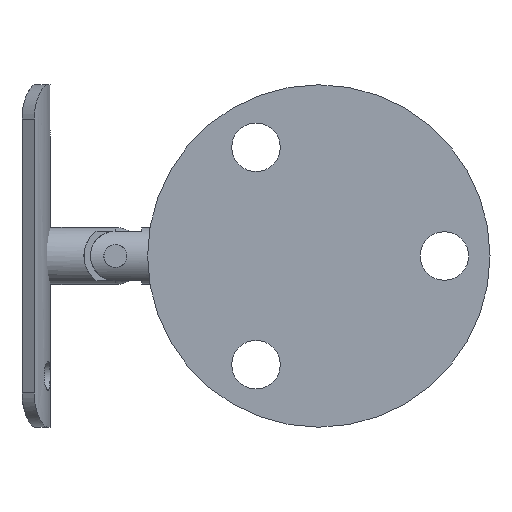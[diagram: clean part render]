
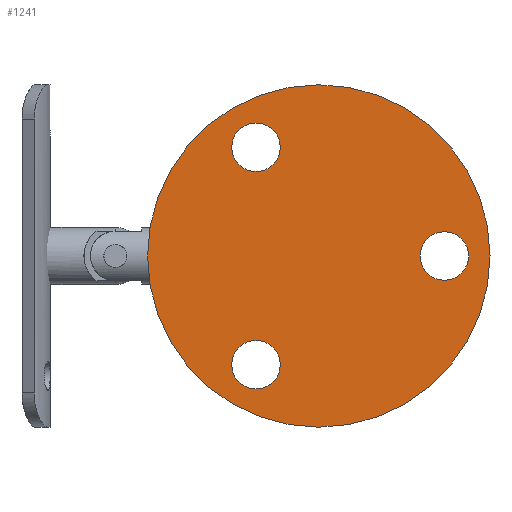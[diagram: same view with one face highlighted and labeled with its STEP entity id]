
A CAD part, left-side view. The second image highlights one B-rep face of the part: STEP entity #1241.
In plain terms, the highlighted planar face has unit normal (-1, 0, 0).
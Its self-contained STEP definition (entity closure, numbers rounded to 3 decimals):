
#75 = EDGE_LOOP ( 'NONE', ( #880, #590 ) ) ;
#92 = VERTEX_POINT ( 'NONE', #1761 ) ;
#93 = AXIS2_PLACEMENT_3D ( 'NONE', #229, #1297, #353 ) ;
#98 = AXIS2_PLACEMENT_3D ( 'NONE', #286, #1946, #2118 ) ;
#113 = EDGE_LOOP ( 'NONE', ( #1733, #348 ) ) ;
#213 = CIRCLE ( 'NONE', #1529, 4.25 ) ;
#229 = CARTESIAN_POINT ( 'NONE',  ( 0., 11., 19.053 ) ) ;
#286 = CARTESIAN_POINT ( 'NONE',  ( 0., 0., 0. ) ) ;
#321 = EDGE_CURVE ( 'NONE', #1080, #521, #1566, .T. ) ;
#333 = ORIENTED_EDGE ( 'NONE', *, *, #1519, .T. ) ;
#340 = EDGE_LOOP ( 'NONE', ( #2066, #333 ) ) ;
#348 = ORIENTED_EDGE ( 'NONE', *, *, #694, .F. ) ;
#352 = CARTESIAN_POINT ( 'NONE',  ( 0., 0., 30. ) ) ;
#353 = DIRECTION ( 'NONE',  ( 0., 0., -1. ) ) ;
#371 = CARTESIAN_POINT ( 'NONE',  ( 0., 11., 19.053 ) ) ;
#392 = DIRECTION ( 'NONE',  ( 1., 0., 0. ) ) ;
#409 = AXIS2_PLACEMENT_3D ( 'NONE', #1051, #2304, #1237 ) ;
#445 = CIRCLE ( 'NONE', #2284, 4.25 ) ;
#492 = DIRECTION ( 'NONE',  ( 1., 0., 0. ) ) ;
#521 = VERTEX_POINT ( 'NONE', #670 ) ;
#590 = ORIENTED_EDGE ( 'NONE', *, *, #1829, .T. ) ;
#651 = DIRECTION ( 'NONE',  ( 1., 0., 0. ) ) ;
#668 = DIRECTION ( 'NONE',  ( 0., 0., -1. ) ) ;
#670 = CARTESIAN_POINT ( 'NONE',  ( 0., 0., -30. ) ) ;
#683 = AXIS2_PLACEMENT_3D ( 'NONE', #1280, #392, #922 ) ;
#694 = EDGE_CURVE ( 'NONE', #521, #1080, #2216, .T. ) ;
#750 = VERTEX_POINT ( 'NONE', #976 ) ;
#821 = VERTEX_POINT ( 'NONE', #1594 ) ;
#880 = ORIENTED_EDGE ( 'NONE', *, *, #2027, .T. ) ;
#911 = DIRECTION ( 'NONE',  ( 0., 0., -1. ) ) ;
#922 = DIRECTION ( 'NONE',  ( 0., 0., -1. ) ) ;
#976 = CARTESIAN_POINT ( 'NONE',  ( 0., -22., 4.25 ) ) ;
#984 = CIRCLE ( 'NONE', #683, 4.25 ) ;
#1032 = FACE_BOUND ( 'NONE', #340, .T. ) ;
#1049 = DIRECTION ( 'NONE',  ( 0., 0., -1. ) ) ;
#1051 = CARTESIAN_POINT ( 'NONE',  ( 0., 11., -19.053 ) ) ;
#1080 = VERTEX_POINT ( 'NONE', #352 ) ;
#1156 = DIRECTION ( 'NONE',  ( 0., 0., -1. ) ) ;
#1167 = CARTESIAN_POINT ( 'NONE',  ( 0., 0., 0. ) ) ;
#1184 = CARTESIAN_POINT ( 'NONE',  ( 0., 11., 14.803 ) ) ;
#1199 = AXIS2_PLACEMENT_3D ( 'NONE', #1167, #1308, #1156 ) ;
#1218 = PLANE ( 'NONE',  #98 ) ;
#1226 = ORIENTED_EDGE ( 'NONE', *, *, #1925, .T. ) ;
#1233 = CARTESIAN_POINT ( 'NONE',  ( 0., -22., 0. ) ) ;
#1235 = CIRCLE ( 'NONE', #409, 4.25 ) ;
#1237 = DIRECTION ( 'NONE',  ( 0., 0., -1. ) ) ;
#1241 = ADVANCED_FACE ( 'NONE', ( #1032, #1376, #1364, #1732 ), #1218, .F. ) ;
#1280 = CARTESIAN_POINT ( 'NONE',  ( 0., 11., -19.053 ) ) ;
#1297 = DIRECTION ( 'NONE',  ( 1., 0., 0. ) ) ;
#1299 = DIRECTION ( 'NONE',  ( 1., 0., 0. ) ) ;
#1308 = DIRECTION ( 'NONE',  ( 1., 0., 0. ) ) ;
#1364 = FACE_BOUND ( 'NONE', #75, .T. ) ;
#1376 = FACE_BOUND ( 'NONE', #1640, .T. ) ;
#1394 = AXIS2_PLACEMENT_3D ( 'NONE', #371, #1299, #911 ) ;
#1406 = CIRCLE ( 'NONE', #93, 4.25 ) ;
#1418 = CARTESIAN_POINT ( 'NONE',  ( 0., 11., -23.303 ) ) ;
#1501 = CARTESIAN_POINT ( 'NONE',  ( 0., 0., 0. ) ) ;
#1519 = EDGE_CURVE ( 'NONE', #821, #2286, #1235, .T. ) ;
#1529 = AXIS2_PLACEMENT_3D ( 'NONE', #2121, #492, #1049 ) ;
#1566 = CIRCLE ( 'NONE', #2161, 30. ) ;
#1594 = CARTESIAN_POINT ( 'NONE',  ( 0., 11., -14.803 ) ) ;
#1640 = EDGE_LOOP ( 'NONE', ( #1226, #1993 ) ) ;
#1680 = EDGE_CURVE ( 'NONE', #92, #2240, #2224, .T. ) ;
#1684 = EDGE_CURVE ( 'NONE', #2286, #821, #984, .T. ) ;
#1732 = FACE_OUTER_BOUND ( 'NONE', #113, .T. ) ;
#1733 = ORIENTED_EDGE ( 'NONE', *, *, #321, .F. ) ;
#1761 = CARTESIAN_POINT ( 'NONE',  ( 0., 11., 23.303 ) ) ;
#1829 = EDGE_CURVE ( 'NONE', #750, #1842, #445, .T. ) ;
#1842 = VERTEX_POINT ( 'NONE', #1975 ) ;
#1887 = DIRECTION ( 'NONE',  ( 0., 0., -1. ) ) ;
#1925 = EDGE_CURVE ( 'NONE', #2240, #92, #1406, .T. ) ;
#1946 = DIRECTION ( 'NONE',  ( 1., 0., 0. ) ) ;
#1975 = CARTESIAN_POINT ( 'NONE',  ( 0., -22., -4.25 ) ) ;
#1993 = ORIENTED_EDGE ( 'NONE', *, *, #1680, .T. ) ;
#2027 = EDGE_CURVE ( 'NONE', #1842, #750, #213, .T. ) ;
#2066 = ORIENTED_EDGE ( 'NONE', *, *, #1684, .T. ) ;
#2118 = DIRECTION ( 'NONE',  ( 0., 0., -1. ) ) ;
#2120 = DIRECTION ( 'NONE',  ( 1., 0., 0. ) ) ;
#2121 = CARTESIAN_POINT ( 'NONE',  ( 0., -22., 0. ) ) ;
#2161 = AXIS2_PLACEMENT_3D ( 'NONE', #1501, #651, #1887 ) ;
#2216 = CIRCLE ( 'NONE', #1199, 30. ) ;
#2224 = CIRCLE ( 'NONE', #1394, 4.25 ) ;
#2240 = VERTEX_POINT ( 'NONE', #1184 ) ;
#2284 = AXIS2_PLACEMENT_3D ( 'NONE', #1233, #2120, #668 ) ;
#2286 = VERTEX_POINT ( 'NONE', #1418 ) ;
#2304 = DIRECTION ( 'NONE',  ( 1., 0., 0. ) ) ;
